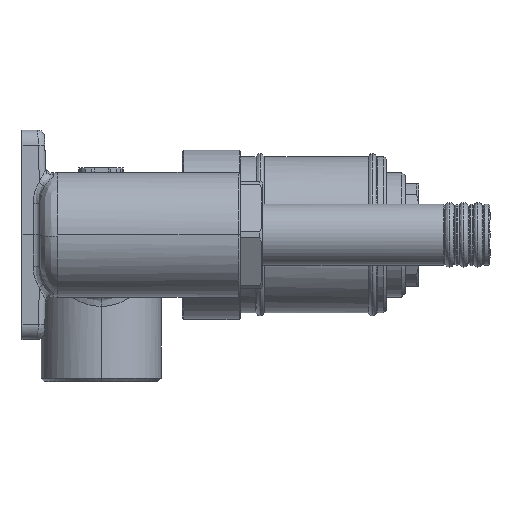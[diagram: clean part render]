
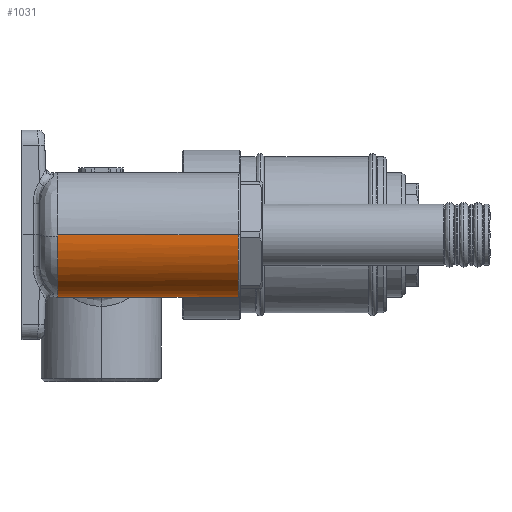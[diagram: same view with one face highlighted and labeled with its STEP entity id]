
A CAD part, left-side view. The second image highlights one B-rep face of the part: STEP entity #1031.
In plain terms, the highlighted cylindrical face has radius 14 mm (diameter 28 mm), a partial arc.
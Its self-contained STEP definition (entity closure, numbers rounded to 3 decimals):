
#1031=ADVANCED_FACE('',(#2082),#16459,.T.);
#2082=FACE_OUTER_BOUND('',#3198,.T.);
#3198=EDGE_LOOP('',(#7017,#7018,#7019,#7020,#7021,#7022));
#7017=ORIENTED_EDGE('',*,*,#10364,.F.);
#7018=ORIENTED_EDGE('',*,*,#10481,.F.);
#7019=ORIENTED_EDGE('',*,*,#10477,.T.);
#7020=ORIENTED_EDGE('',*,*,#10363,.F.);
#7021=ORIENTED_EDGE('',*,*,#10357,.F.);
#7022=ORIENTED_EDGE('',*,*,#10480,.F.);
#10357=EDGE_CURVE('',#14997,#14996,#13727,.T.);
#10363=EDGE_CURVE('',#14996,#15000,#12222,.T.);
#10364=EDGE_CURVE('',#15001,#14999,#13731,.T.);
#10477=EDGE_CURVE('',#15010,#15000,#12300,.T.);
#10480=EDGE_CURVE('',#14999,#14997,#12302,.T.);
#10481=EDGE_CURVE('',#15010,#15001,#13768,.T.);
#12222=B_SPLINE_CURVE_WITH_KNOTS('',1,(#46450,#46451),.UNSPECIFIED.,.F.,
 .F.,(2,2),(-18.111,0.),.UNSPECIFIED.);
#12300=B_SPLINE_CURVE_WITH_KNOTS('',3,(#47025,#47026,#47027,#47028,#47029,
#47030,#47031,#47032,#47033,#47034,#47035,#47036,#47037,#47038,#47039,#47040,
#47041,#47042,#47043,#47044,#47045,#47046,#47047,#47048,#47049,#47050,#47051),
 .UNSPECIFIED.,.F.,.F.,(4,1,1,1,1,1,1,1,1,1,1,1,1,1,1,1,1,1,1,1,1,1,1,1,
4),(0.,1.282,2.565,3.847,5.13,
6.412,7.694,8.977,10.259,11.542,
12.824,14.107,15.389,16.671,17.954,
19.236,20.519,21.801,23.084,24.366,
25.648,26.931,28.213,29.496,30.778),
 .UNSPECIFIED.);
#12302=B_SPLINE_CURVE_WITH_KNOTS('',1,(#47087,#47088),.UNSPECIFIED.,.F.,
 .F.,(2,2),(0.,40.5),.UNSPECIFIED.);
#13727=(
BOUNDED_CURVE()
B_SPLINE_CURVE(2,(#46401,#46402,#46403,#46404,#46405),.UNSPECIFIED.,.F.,
 .F.)
B_SPLINE_CURVE_WITH_KNOTS((3,2,3),(-43.982,-21.991,
0.),.UNSPECIFIED.)
CURVE()
GEOMETRIC_REPRESENTATION_ITEM()
RATIONAL_B_SPLINE_CURVE((1.,0.707,1.,0.707,1.))
REPRESENTATION_ITEM('')
);
#13731=(
BOUNDED_CURVE()
B_SPLINE_CURVE(2,(#46452,#46453,#46454),.UNSPECIFIED.,.F.,.F.)
B_SPLINE_CURVE_WITH_KNOTS((3,3),(0.,0.208),.UNSPECIFIED.)
CURVE()
GEOMETRIC_REPRESENTATION_ITEM()
RATIONAL_B_SPLINE_CURVE((1.,1.,1.))
REPRESENTATION_ITEM('')
);
#13768=(
BOUNDED_CURVE()
B_SPLINE_CURVE(2,(#47089,#47090,#47091,#47092,#47093),.UNSPECIFIED.,.F.,
 .F.)
B_SPLINE_CURVE_WITH_KNOTS((3,2,3),(0.,18.225,36.451),
 .UNSPECIFIED.)
CURVE()
GEOMETRIC_REPRESENTATION_ITEM()
RATIONAL_B_SPLINE_CURVE((1.,0.796,1.,0.796,1.))
REPRESENTATION_ITEM('')
);
#14996=VERTEX_POINT('',#42252);
#14997=VERTEX_POINT('',#42253);
#14999=VERTEX_POINT('',#42255);
#15000=VERTEX_POINT('',#42256);
#15001=VERTEX_POINT('',#42257);
#15010=VERTEX_POINT('',#42266);
#16459=CYLINDRICAL_SURFACE('',#17221,14.);
#17221=AXIS2_PLACEMENT_3D('',#35825,#17851,$);
#17851=DIRECTION('',(0.,0.,-1.));
#35825=CARTESIAN_POINT('',(0.,-99.899,10.5));
#42252=CARTESIAN_POINT('',(0.,-85.899,30.75));
#42253=CARTESIAN_POINT('',(0.,-113.899,30.75));
#42255=CARTESIAN_POINT('',(0.,-113.899,-9.75));
#42256=CARTESIAN_POINT('',(0.,-85.899,12.639));
#42257=CARTESIAN_POINT('',(0.292,-113.896,-9.75));
#42266=CARTESIAN_POINT('',(6.922,-87.729,-9.75));
#46401=CARTESIAN_POINT('',(0.,-113.899,30.75));
#46402=CARTESIAN_POINT('',(14.,-113.899,30.75));
#46403=CARTESIAN_POINT('',(14.,-99.899,30.75));
#46404=CARTESIAN_POINT('',(14.,-85.899,30.75));
#46405=CARTESIAN_POINT('',(0.,-85.899,30.75));
#46450=CARTESIAN_POINT('',(0.,-85.899,30.75));
#46451=CARTESIAN_POINT('',(0.,-85.899,12.639));
#46452=CARTESIAN_POINT('',(0.292,-113.896,-9.75));
#46453=CARTESIAN_POINT('',(0.146,-113.899,-9.75));
#46454=CARTESIAN_POINT('',(0.,-113.899,-9.75));
#47025=CARTESIAN_POINT('',(6.922,-87.729,-9.75));
#47026=CARTESIAN_POINT('',(7.169,-87.87,-9.512));
#47027=CARTESIAN_POINT('',(7.644,-88.16,-9.013));
#47028=CARTESIAN_POINT('',(8.296,-88.612,-8.195));
#47029=CARTESIAN_POINT('',(8.89,-89.076,-7.3));
#47030=CARTESIAN_POINT('',(9.402,-89.519,-6.366));
#47031=CARTESIAN_POINT('',(9.829,-89.924,-5.416));
#47032=CARTESIAN_POINT('',(10.208,-90.312,-4.37));
#47033=CARTESIAN_POINT('',(10.546,-90.687,-3.111));
#47034=CARTESIAN_POINT('',(10.794,-90.981,-1.619));
#47035=CARTESIAN_POINT('',(10.882,-91.091,0.001));
#47036=CARTESIAN_POINT('',(10.797,-90.985,1.55));
#47037=CARTESIAN_POINT('',(10.585,-90.732,2.904));
#47038=CARTESIAN_POINT('',(10.301,-90.414,4.051));
#47039=CARTESIAN_POINT('',(9.966,-90.061,5.064));
#47040=CARTESIAN_POINT('',(9.555,-89.66,6.049));
#47041=CARTESIAN_POINT('',(9.056,-89.215,7.017));
#47042=CARTESIAN_POINT('',(8.495,-88.762,7.912));
#47043=CARTESIAN_POINT('',(7.878,-88.316,8.735));
#47044=CARTESIAN_POINT('',(7.192,-87.877,9.504));
#47045=CARTESIAN_POINT('',(6.394,-87.431,10.252));
#47046=CARTESIAN_POINT('',(5.403,-86.964,11.005));
#47047=CARTESIAN_POINT('',(4.144,-86.5,11.73));
#47048=CARTESIAN_POINT('',(2.668,-86.125,12.299));
#47049=CARTESIAN_POINT('',(1.17,-85.925,12.6));
#47050=CARTESIAN_POINT('',(0.367,-85.899,12.639));
#47051=CARTESIAN_POINT('',(0.,-85.899,12.639));
#47087=CARTESIAN_POINT('',(0.,-113.899,-9.75));
#47088=CARTESIAN_POINT('',(0.,-113.899,30.75));
#47089=CARTESIAN_POINT('',(6.922,-87.729,-9.75));
#47090=CARTESIAN_POINT('',(16.19,-93.001,-9.75));
#47091=CARTESIAN_POINT('',(13.571,-103.337,-9.75));
#47092=CARTESIAN_POINT('',(10.952,-113.673,-9.75));
#47093=CARTESIAN_POINT('',(0.292,-113.896,-9.75));
